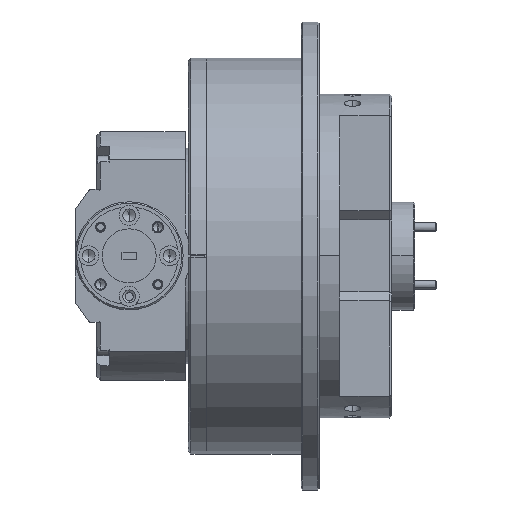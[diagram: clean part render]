
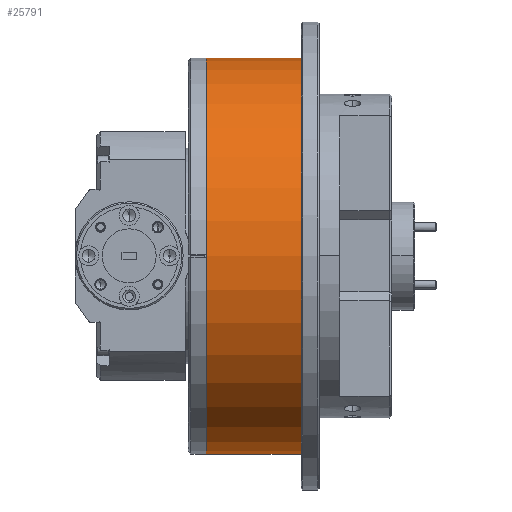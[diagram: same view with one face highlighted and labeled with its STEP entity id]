
A CAD part, top view. The second image highlights one B-rep face of the part: STEP entity #25791.
In plain terms, the highlighted cylindrical face has radius 34.925 mm (diameter 69.85 mm), a partial arc.
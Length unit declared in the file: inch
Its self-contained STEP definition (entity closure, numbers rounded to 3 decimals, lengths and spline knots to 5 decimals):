
#749 = EDGE_LOOP ( 'NONE', ( #26090, #30277, #46726, #4617 ) ) ;
#2253 = AXIS2_PLACEMENT_3D ( 'NONE', #32179, #3420, #47072 ) ;
#2865 = AXIS2_PLACEMENT_3D ( 'NONE', #4260, #44095, #18431 ) ;
#3420 = DIRECTION ( 'NONE',  ( 1., 0., 0. ) ) ;
#4260 = CARTESIAN_POINT ( 'NONE',  ( -0.59918, 0., 0. ) ) ;
#4617 = ORIENTED_EDGE ( 'NONE', *, *, #28604, .F. ) ;
#4708 = VERTEX_POINT ( 'NONE', #13604 ) ;
#9210 = DIRECTION ( 'NONE',  ( 1., 0., 0. ) ) ;
#10130 = FACE_OUTER_BOUND ( 'NONE', #749, .T. ) ;
#13604 = CARTESIAN_POINT ( 'NONE',  ( -0.59918, 1.375, 0. ) ) ;
#17512 = VERTEX_POINT ( 'NONE', #35660 ) ;
#18431 = DIRECTION ( 'NONE',  ( 0., 1., 0. ) ) ;
#21126 = CARTESIAN_POINT ( 'NONE',  ( 0., -1.375, 0. ) ) ;
#21313 = CIRCLE ( 'NONE', #28957, 1.375 ) ;
#23777 = VERTEX_POINT ( 'NONE', #45811 ) ;
#24508 = LINE ( 'NONE', #21126, #34525 ) ;
#25791 = ADVANCED_FACE ( 'NONE', ( #10130 ), #29070, .T. ) ;
#26090 = ORIENTED_EDGE ( 'NONE', *, *, #30349, .T. ) ;
#28604 = EDGE_CURVE ( 'NONE', #4708, #17512, #45744, .T. ) ;
#28799 = DIRECTION ( 'NONE',  ( 1., 0., 0. ) ) ;
#28957 = AXIS2_PLACEMENT_3D ( 'NONE', #42315, #9210, #38711 ) ;
#29070 = CYLINDRICAL_SURFACE ( 'NONE', #2253, 1.375 ) ;
#30277 = ORIENTED_EDGE ( 'NONE', *, *, #37885, .T. ) ;
#30349 = EDGE_CURVE ( 'NONE', #4708, #39239, #30419, .T. ) ;
#30419 = CIRCLE ( 'NONE', #2865, 1.375 ) ;
#30854 = DIRECTION ( 'NONE',  ( 1., 0., 0. ) ) ;
#32179 = CARTESIAN_POINT ( 'NONE',  ( 0., 0., 0. ) ) ;
#34241 = CARTESIAN_POINT ( 'NONE',  ( 0., 1.375, 0. ) ) ;
#34525 = VECTOR ( 'NONE', #28799, 39.37008 ) ;
#35660 = CARTESIAN_POINT ( 'NONE',  ( 0.06, 1.375, 0. ) ) ;
#36134 = EDGE_CURVE ( 'NONE', #17512, #23777, #21313, .T. ) ;
#37885 = EDGE_CURVE ( 'NONE', #39239, #23777, #24508, .T. ) ;
#38711 = DIRECTION ( 'NONE',  ( 0., 1., 0. ) ) ;
#39239 = VERTEX_POINT ( 'NONE', #40513 ) ;
#40513 = CARTESIAN_POINT ( 'NONE',  ( -0.59918, -1.375, 0. ) ) ;
#42315 = CARTESIAN_POINT ( 'NONE',  ( 0.06, 0., 0. ) ) ;
#44095 = DIRECTION ( 'NONE',  ( 1., 0., 0. ) ) ;
#44812 = VECTOR ( 'NONE', #30854, 39.37008 ) ;
#45744 = LINE ( 'NONE', #34241, #44812 ) ;
#45811 = CARTESIAN_POINT ( 'NONE',  ( 0.06, -1.375, 0. ) ) ;
#46726 = ORIENTED_EDGE ( 'NONE', *, *, #36134, .F. ) ;
#47072 = DIRECTION ( 'NONE',  ( 0., 1., 0. ) ) ;
